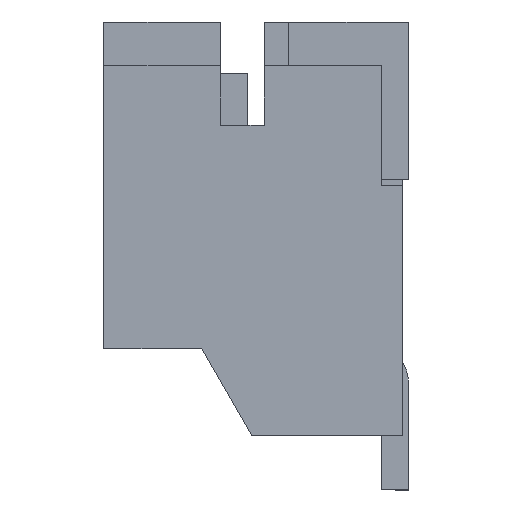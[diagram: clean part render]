
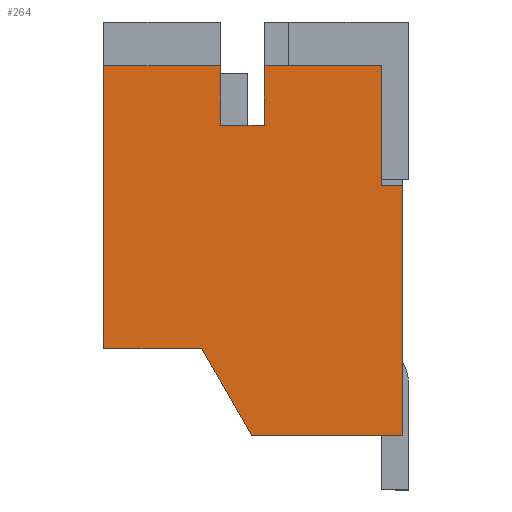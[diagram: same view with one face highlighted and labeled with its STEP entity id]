
A CAD part, left-side view. The second image highlights one B-rep face of the part: STEP entity #264.
In plain terms, the highlighted planar face has unit normal (-1, 0, 0).
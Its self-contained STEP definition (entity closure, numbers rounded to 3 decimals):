
#227 = VERTEX_POINT ( 'NONE', #8184 ) ;
#242 = EDGE_LOOP ( 'NONE', ( #5827, #5844, #5828, #5826, #5839, #5835, #5991, #5992, #5987, #6063, #6066, #6069 ) ) ;
#264 = ADVANCED_FACE ( 'NONE', ( #8275 ), #8316, .F. ) ;
#543 = CARTESIAN_POINT ( 'NONE',  ( 10.95, 0.4, 14. ) ) ;
#544 = DIRECTION ( 'NONE',  ( 0., 0., 1. ) ) ;
#545 = VECTOR ( 'NONE', #544, 1000. ) ;
#546 = CARTESIAN_POINT ( 'NONE',  ( 10.95, 0.4, 17. ) ) ;
#547 = LINE ( 'NONE', #546, #545 ) ;
#548 = DIRECTION ( 'NONE',  ( 0., 1., 0. ) ) ;
#549 = VECTOR ( 'NONE', #548, 1000. ) ;
#550 = CARTESIAN_POINT ( 'NONE',  ( 10.95, 0., 14. ) ) ;
#551 = LINE ( 'NONE', #550, #549 ) ;
#552 = DIRECTION ( 'NONE',  ( 0., 0., -1. ) ) ;
#553 = VECTOR ( 'NONE', #552, 1000. ) ;
#554 = CARTESIAN_POINT ( 'NONE',  ( 10.95, 2.55, 17. ) ) ;
#555 = LINE ( 'NONE', #554, #553 ) ;
#556 = DIRECTION ( 'NONE',  ( 0., 1., 0. ) ) ;
#557 = VECTOR ( 'NONE', #556, 1000. ) ;
#558 = CARTESIAN_POINT ( 'NONE',  ( 10.95, 2.55, 15.1 ) ) ;
#559 = LINE ( 'NONE', #558, #557 ) ;
#560 = CARTESIAN_POINT ( 'NONE',  ( 10.95, 2.55, 15.1 ) ) ;
#561 = DIRECTION ( 'NONE',  ( 0., 0., 1. ) ) ;
#562 = VECTOR ( 'NONE', #561, 1000. ) ;
#563 = CARTESIAN_POINT ( 'NONE',  ( 10.95, 3.35, 17. ) ) ;
#564 = LINE ( 'NONE', #563, #562 ) ;
#565 = CARTESIAN_POINT ( 'NONE',  ( 10.95, 3.35, 15.1 ) ) ;
#883 = CARTESIAN_POINT ( 'NONE',  ( 10.95, 0.4, 16.2 ) ) ;
#884 = DIRECTION ( 'NONE',  ( 0., 1., 0. ) ) ;
#885 = VECTOR ( 'NONE', #884, 1000. ) ;
#886 = CARTESIAN_POINT ( 'NONE',  ( 10.95, 0., 16.2 ) ) ;
#887 = LINE ( 'NONE', #886, #885 ) ;
#888 = CARTESIAN_POINT ( 'NONE',  ( 10.95, 2.55, 16.2 ) ) ;
#898 = CARTESIAN_POINT ( 'NONE',  ( 10.95, 5.5, 11. ) ) ;
#899 = DIRECTION ( 'NONE',  ( 0., 0., 1. ) ) ;
#900 = VECTOR ( 'NONE', #899, 1000. ) ;
#901 = CARTESIAN_POINT ( 'NONE',  ( 10.95, 5.5, 17. ) ) ;
#902 = LINE ( 'NONE', #901, #900 ) ;
#925 = DIRECTION ( 'NONE',  ( 0., 1., 0. ) ) ;
#926 = CARTESIAN_POINT ( 'NONE',  ( 10.95, 0., 16.2 ) ) ;
#927 = LINE ( 'NONE', #926, #988 ) ;
#949 = CARTESIAN_POINT ( 'NONE',  ( 10.95, 5.5, 16.2 ) ) ;
#950 = CARTESIAN_POINT ( 'NONE',  ( 10.95, 3.7, 11. ) ) ;
#951 = DIRECTION ( 'NONE',  ( 0., -1., 0. ) ) ;
#952 = VECTOR ( 'NONE', #951, 1000. ) ;
#953 = CARTESIAN_POINT ( 'NONE',  ( 10.95, 3.7, 11. ) ) ;
#954 = LINE ( 'NONE', #953, #952 ) ;
#986 = CARTESIAN_POINT ( 'NONE',  ( 10.95, 3.35, 16.2 ) ) ;
#988 = VECTOR ( 'NONE', #925, 1000. ) ;
#1119 = DIRECTION ( 'NONE',  ( 0., 0., 1. ) ) ;
#1120 = VECTOR ( 'NONE', #1119, 1000. ) ;
#1121 = CARTESIAN_POINT ( 'NONE',  ( 10.95, 0., 17. ) ) ;
#1122 = LINE ( 'NONE', #1121, #1120 ) ;
#1124 = CARTESIAN_POINT ( 'NONE',  ( 10.95, 0., 9.4 ) ) ;
#1125 = DIRECTION ( 'NONE',  ( 0., -1., 0. ) ) ;
#1126 = VECTOR ( 'NONE', #1125, 1000. ) ;
#1127 = CARTESIAN_POINT ( 'NONE',  ( 10.95, 5.5, 9.4 ) ) ;
#1128 = LINE ( 'NONE', #1127, #1126 ) ;
#1129 = CARTESIAN_POINT ( 'NONE',  ( 10.95, 2.776, 9.4 ) ) ;
#1130 = DIRECTION ( 'NONE',  ( 0., -0.5, -0.866 ) ) ;
#1131 = VECTOR ( 'NONE', #1130, 1000. ) ;
#1132 = CARTESIAN_POINT ( 'NONE',  ( 10.95, 2.776, 9.4 ) ) ;
#1133 = LINE ( 'NONE', #1132, #1131 ) ;
#5826 = ORIENTED_EDGE ( 'NONE', *, *, #5841, .T. ) ;
#5827 = ORIENTED_EDGE ( 'NONE', *, *, #5843, .T. ) ;
#5828 = ORIENTED_EDGE ( 'NONE', *, *, #5966, .T. ) ;
#5835 = ORIENTED_EDGE ( 'NONE', *, *, #5837, .T. ) ;
#5836 = VERTEX_POINT ( 'NONE', #565 ) ;
#5837 = EDGE_CURVE ( 'NONE', #5836, #5995, #564, .T. ) ;
#5838 = VERTEX_POINT ( 'NONE', #560 ) ;
#5839 = ORIENTED_EDGE ( 'NONE', *, *, #5840, .T. ) ;
#5840 = EDGE_CURVE ( 'NONE', #5838, #5836, #559, .T. ) ;
#5841 = EDGE_CURVE ( 'NONE', #5964, #5838, #555, .T. ) ;
#5843 = EDGE_CURVE ( 'NONE', #227, #5846, #551, .T. ) ;
#5844 = ORIENTED_EDGE ( 'NONE', *, *, #5845, .T. ) ;
#5845 = EDGE_CURVE ( 'NONE', #5846, #5967, #547, .T. ) ;
#5846 = VERTEX_POINT ( 'NONE', #543 ) ;
#5964 = VERTEX_POINT ( 'NONE', #888 ) ;
#5966 = EDGE_CURVE ( 'NONE', #5967, #5964, #887, .T. ) ;
#5967 = VERTEX_POINT ( 'NONE', #883 ) ;
#5985 = EDGE_CURVE ( 'NONE', #5986, #5990, #902, .T. ) ;
#5986 = VERTEX_POINT ( 'NONE', #898 ) ;
#5987 = ORIENTED_EDGE ( 'NONE', *, *, #5988, .T. ) ;
#5988 = EDGE_CURVE ( 'NONE', #5986, #5989, #954, .T. ) ;
#5989 = VERTEX_POINT ( 'NONE', #950 ) ;
#5990 = VERTEX_POINT ( 'NONE', #949 ) ;
#5991 = ORIENTED_EDGE ( 'NONE', *, *, #5994, .T. ) ;
#5992 = ORIENTED_EDGE ( 'NONE', *, *, #5985, .F. ) ;
#5994 = EDGE_CURVE ( 'NONE', #5995, #5990, #927, .T. ) ;
#5995 = VERTEX_POINT ( 'NONE', #986 ) ;
#6063 = ORIENTED_EDGE ( 'NONE', *, *, #6064, .T. ) ;
#6064 = EDGE_CURVE ( 'NONE', #5989, #6065, #1133, .T. ) ;
#6065 = VERTEX_POINT ( 'NONE', #1129 ) ;
#6066 = ORIENTED_EDGE ( 'NONE', *, *, #6067, .T. ) ;
#6067 = EDGE_CURVE ( 'NONE', #6065, #6068, #1128, .T. ) ;
#6068 = VERTEX_POINT ( 'NONE', #1124 ) ;
#6069 = ORIENTED_EDGE ( 'NONE', *, *, #6070, .T. ) ;
#6070 = EDGE_CURVE ( 'NONE', #6068, #227, #1122, .T. ) ;
#8184 = CARTESIAN_POINT ( 'NONE',  ( 10.95, 0., 14. ) ) ;
#8275 = FACE_OUTER_BOUND ( 'NONE', #242, .T. ) ;
#8312 = DIRECTION ( 'NONE',  ( 0., 0., -1. ) ) ;
#8313 = DIRECTION ( 'NONE',  ( 1., 0., 0. ) ) ;
#8314 = CARTESIAN_POINT ( 'NONE',  ( 10.95, 5.5, 17. ) ) ;
#8315 = AXIS2_PLACEMENT_3D ( 'NONE', #8314, #8313, #8312 ) ;
#8316 = PLANE ( 'NONE',  #8315 ) ;
